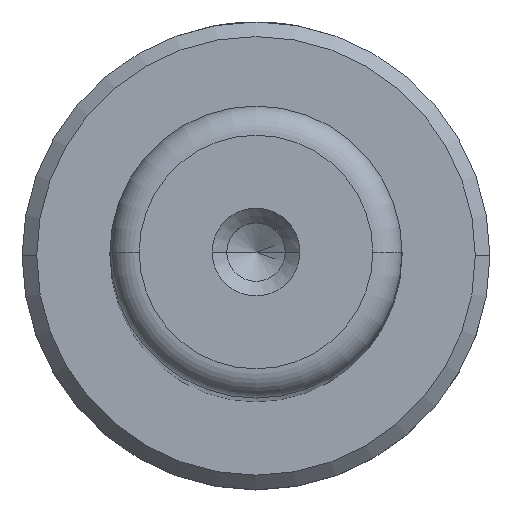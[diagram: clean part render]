
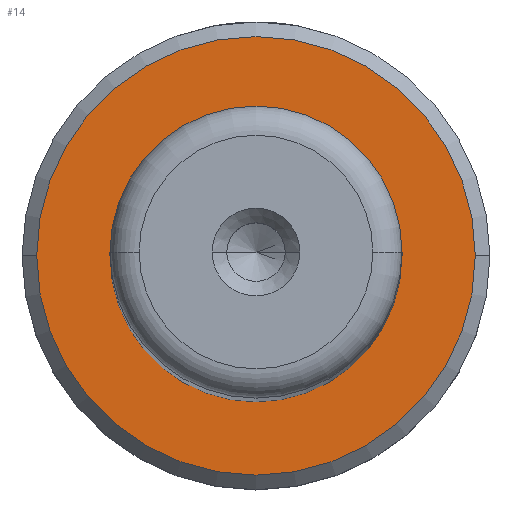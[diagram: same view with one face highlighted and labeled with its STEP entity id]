
A CAD part, top view. The second image highlights one B-rep face of the part: STEP entity #14.
In plain terms, the highlighted planar face has unit normal (0, 0, 1).
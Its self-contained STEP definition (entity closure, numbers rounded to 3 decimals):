
#14 = ADVANCED_FACE ( 'NONE', ( #465, #456 ), #311, .T. ) ;
#57 = CARTESIAN_POINT ( 'NONE',  ( 0., 0., 13. ) ) ;
#85 = DIRECTION ( 'NONE',  ( 1., 0., 0. ) ) ;
#156 = VERTEX_POINT ( 'NONE', #1774 ) ;
#227 = DIRECTION ( 'NONE',  ( 0., 0., -1. ) ) ;
#290 = ORIENTED_EDGE ( 'NONE', *, *, #1732, .T. ) ;
#311 = PLANE ( 'NONE',  #1767 ) ;
#385 = CARTESIAN_POINT ( 'NONE',  ( 0., 0., 13. ) ) ;
#393 = EDGE_LOOP ( 'NONE', ( #1161, #290 ) ) ;
#426 = DIRECTION ( 'NONE',  ( -1., 0., 0. ) ) ;
#456 = FACE_BOUND ( 'NONE', #638, .T. ) ;
#465 = FACE_OUTER_BOUND ( 'NONE', #393, .T. ) ;
#475 = VERTEX_POINT ( 'NONE', #519 ) ;
#513 = CARTESIAN_POINT ( 'NONE',  ( 4.495, 0., 13. ) ) ;
#519 = CARTESIAN_POINT ( 'NONE',  ( -7.5, 0., 13. ) ) ;
#542 = DIRECTION ( 'NONE',  ( 1., 0., 0. ) ) ;
#574 = CIRCLE ( 'NONE', #1194, 7.5 ) ;
#631 = CARTESIAN_POINT ( 'NONE',  ( 0., 0., 13. ) ) ;
#638 = EDGE_LOOP ( 'NONE', ( #1487, #1196 ) ) ;
#793 = DIRECTION ( 'NONE',  ( 0., 0., 1. ) ) ;
#933 = CIRCLE ( 'NONE', #1336, 4.495 ) ;
#1025 = DIRECTION ( 'NONE',  ( 0., 0., 1. ) ) ;
#1057 = EDGE_CURVE ( 'NONE', #475, #1995, #1098, .T. ) ;
#1098 = CIRCLE ( 'NONE', #1099, 7.5 ) ;
#1099 = AXIS2_PLACEMENT_3D ( 'NONE', #385, #1501, #542 ) ;
#1161 = ORIENTED_EDGE ( 'NONE', *, *, #1057, .T. ) ;
#1179 = CARTESIAN_POINT ( 'NONE',  ( 0., 0., 13. ) ) ;
#1194 = AXIS2_PLACEMENT_3D ( 'NONE', #1980, #1025, #85 ) ;
#1196 = ORIENTED_EDGE ( 'NONE', *, *, #1460, .T. ) ;
#1336 = AXIS2_PLACEMENT_3D ( 'NONE', #57, #1377, #426 ) ;
#1340 = DIRECTION ( 'NONE',  ( -1., 0., 0. ) ) ;
#1368 = CARTESIAN_POINT ( 'NONE',  ( 7.5, 0., 13. ) ) ;
#1377 = DIRECTION ( 'NONE',  ( 0., 0., -1. ) ) ;
#1460 = EDGE_CURVE ( 'NONE', #156, #1878, #933, .T. ) ;
#1487 = ORIENTED_EDGE ( 'NONE', *, *, #1903, .T. ) ;
#1501 = DIRECTION ( 'NONE',  ( 0., 0., 1. ) ) ;
#1732 = EDGE_CURVE ( 'NONE', #1995, #475, #574, .T. ) ;
#1767 = AXIS2_PLACEMENT_3D ( 'NONE', #631, #793, #1921 ) ;
#1774 = CARTESIAN_POINT ( 'NONE',  ( -4.495, 0., 13. ) ) ;
#1878 = VERTEX_POINT ( 'NONE', #513 ) ;
#1903 = EDGE_CURVE ( 'NONE', #1878, #156, #2038, .T. ) ;
#1921 = DIRECTION ( 'NONE',  ( 1., 0., 0. ) ) ;
#1938 = AXIS2_PLACEMENT_3D ( 'NONE', #1179, #227, #1340 ) ;
#1980 = CARTESIAN_POINT ( 'NONE',  ( 0., 0., 13. ) ) ;
#1995 = VERTEX_POINT ( 'NONE', #1368 ) ;
#2038 = CIRCLE ( 'NONE', #1938, 4.495 ) ;
